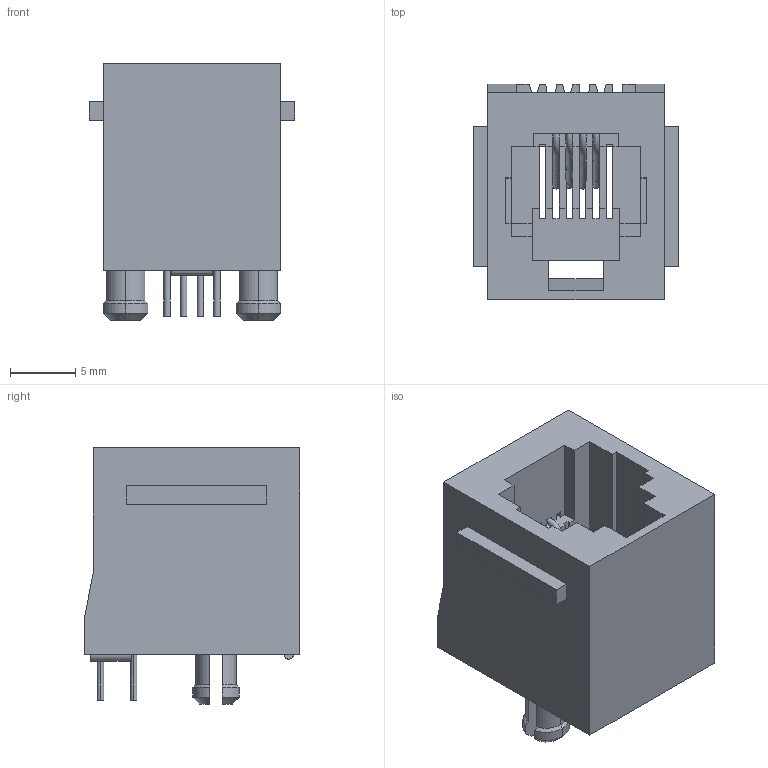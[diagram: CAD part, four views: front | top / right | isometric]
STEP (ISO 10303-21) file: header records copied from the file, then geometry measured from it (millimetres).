
FILE_DESCRIPTION(('FreeCAD Model'),'2;1');
FILE_NAME('6_sp.step','2018-08-11T20:53:51',( 'kicad StepUp'),('ksu MCAD'),'Open CASCADE STEP processor 6.8', 'FreeCAD','Unknown');
FILE_SCHEMA(('AUTOMOTIVE_DESIGN_CC2 { 1 2 10303 214 -1 1 5 4 }'));
Length unit declared in the file: millimetre
Products named in the file (2): ASSEMBLY; 6_sp
Assembly tree (1 placements, depth 2):
  ASSEMBLY
    6_sp
Bounding box: 15.7 x 16.5 x 19.59 mm (x, y, z)
Volume: 1879.2 mm3; surface area: 2746.6 mm2
Topology: 1 solids, 1 shells, 311 faces, 925 edges, 588 vertices
Faces by surface type: plane 236, cylinder 41, bspline 18, cone 16
Entity records: 51310 total; most frequent: CARTESIAN_POINT 43172, ORIENTED_EDGE 1870, DIRECTION 1464, EDGE_CURVE 925, LINE 658, VECTOR 658, VERTEX_POINT 588, AXIS2_PLACEMENT_3D 403
